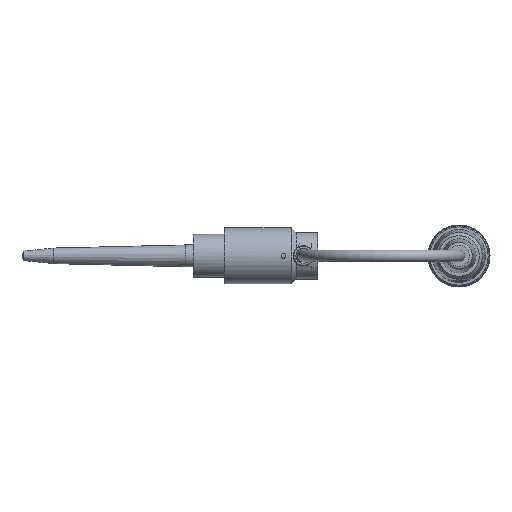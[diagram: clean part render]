
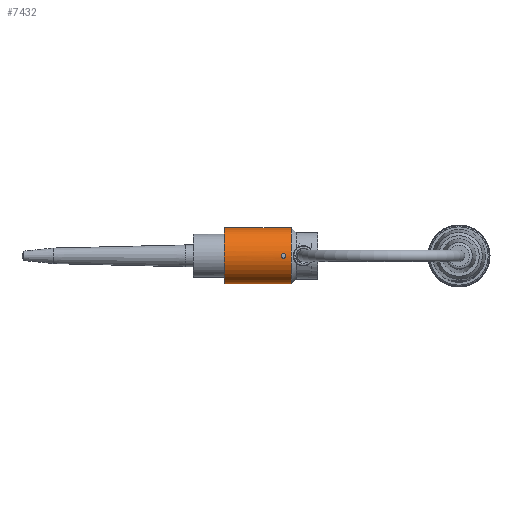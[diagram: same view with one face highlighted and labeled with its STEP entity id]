
A CAD part, front view. The second image highlights one B-rep face of the part: STEP entity #7432.
In plain terms, the highlighted cylindrical face has radius 9 mm (diameter 18 mm), a full revolution.
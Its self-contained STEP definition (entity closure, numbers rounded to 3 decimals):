
#422=FACE_BOUND('',#1619,.T.);
#423=FACE_BOUND('',#1620,.T.);
#424=FACE_BOUND('',#1621,.T.);
#783=CIRCLE('',#8185,9.);
#784=CIRCLE('',#8187,9.);
#1175=FACE_OUTER_BOUND('',#1618,.T.);
#1618=EDGE_LOOP('',(#6572));
#1619=EDGE_LOOP('',(#6573));
#1620=EDGE_LOOP('',(#6574));
#1621=EDGE_LOOP('',(#6575));
#2923=B_SPLINE_CURVE_WITH_KNOTS('',3,(#17003,#17004,#17005,#17006,#17007,
#17008,#17009,#17010,#17011,#17012,#17013,#17014,#17015,#17016,#17017,#17018,
#17019,#17020,#17021,#17022,#17023,#17024,#17025,#17026,#17027,#17028,#17029,
#17030,#17031,#17032,#17033,#17034,#17035,#17036),.UNSPECIFIED.,.T.,.F.,
(4,2,2,2,2,2,2,2,2,2,2,2,2,2,2,2,4),(0.,0.028,0.057,
0.085,0.113,0.141,0.17,
0.198,0.226,0.254,0.283,
0.311,0.339,0.367,0.396,
0.424,0.452),.UNSPECIFIED.);
#2924=B_SPLINE_CURVE_WITH_KNOTS('',3,(#17039,#17040,#17041,#17042,#17043,
#17044,#17045,#17046,#17047,#17048,#17049,#17050,#17051,#17052,#17053,#17054,
#17055,#17056,#17057,#17058,#17059,#17060,#17061,#17062,#17063,#17064,#17065,
#17066,#17067,#17068,#17069,#17070,#17071,#17072),.UNSPECIFIED.,.T.,.F.,
(4,2,2,2,2,2,2,2,2,2,2,2,2,2,2,2,4),(0.,0.028,0.057,
0.085,0.113,0.141,0.17,
0.198,0.226,0.254,0.283,
0.311,0.339,0.367,0.396,
0.424,0.452),.UNSPECIFIED.);
#3587=VERTEX_POINT('',#17002);
#3588=VERTEX_POINT('',#17038);
#3590=VERTEX_POINT('',#17109);
#3591=VERTEX_POINT('',#17112);
#4590=EDGE_CURVE('',#3587,#3587,#2923,.T.);
#4591=EDGE_CURVE('',#3588,#3588,#2924,.T.);
#4593=EDGE_CURVE('',#3590,#3590,#783,.T.);
#4594=EDGE_CURVE('',#3591,#3591,#784,.T.);
#6572=ORIENTED_EDGE('',*,*,#4594,.F.);
#6573=ORIENTED_EDGE('',*,*,#4591,.T.);
#6574=ORIENTED_EDGE('',*,*,#4590,.T.);
#6575=ORIENTED_EDGE('',*,*,#4593,.F.);
#6648=CYLINDRICAL_SURFACE('',#8186,9.);
#7432=ADVANCED_FACE('',(#1175,#422,#423,#424),#6648,.T.);
#8185=AXIS2_PLACEMENT_3D('',#17110,#10261,#10262);
#8186=AXIS2_PLACEMENT_3D('',#17111,#10263,#10264);
#8187=AXIS2_PLACEMENT_3D('',#17113,#10265,#10266);
#10261=DIRECTION('center_axis',(1.,0.,0.));
#10262=DIRECTION('ref_axis',(0.,-1.,0.));
#10263=DIRECTION('center_axis',(-1.,0.,0.));
#10264=DIRECTION('ref_axis',(0.,1.,0.));
#10265=DIRECTION('center_axis',(-1.,0.,0.));
#10266=DIRECTION('ref_axis',(0.,0.,
1.));
#17002=CARTESIAN_POINT('',(29.,-8.969,-0.75));
#17003=CARTESIAN_POINT('Ctrl Pts',(29.,-8.969,-0.75));
#17004=CARTESIAN_POINT('Ctrl Pts',(28.906,-8.969,-0.75));
#17005=CARTESIAN_POINT('Ctrl Pts',(28.805,-8.97,-0.731));
#17006=CARTESIAN_POINT('Ctrl Pts',(28.621,-8.976,-0.655));
#17007=CARTESIAN_POINT('Ctrl Pts',(28.536,-8.98,-0.597));
#17008=CARTESIAN_POINT('Ctrl Pts',(28.403,-8.988,-0.464));
#17009=CARTESIAN_POINT('Ctrl Pts',(28.345,-8.992,-0.379));
#17010=CARTESIAN_POINT('Ctrl Pts',(28.269,-8.998,-0.195));
#17011=CARTESIAN_POINT('Ctrl Pts',(28.25,-9.,-0.094));
#17012=CARTESIAN_POINT('Ctrl Pts',(28.25,-9.,0.094));
#17013=CARTESIAN_POINT('Ctrl Pts',(28.269,-8.998,0.195));
#17014=CARTESIAN_POINT('Ctrl Pts',(28.345,-8.992,0.379));
#17015=CARTESIAN_POINT('Ctrl Pts',(28.403,-8.988,0.464));
#17016=CARTESIAN_POINT('Ctrl Pts',(28.536,-8.98,0.597));
#17017=CARTESIAN_POINT('Ctrl Pts',(28.621,-8.976,0.655));
#17018=CARTESIAN_POINT('Ctrl Pts',(28.805,-8.97,0.731));
#17019=CARTESIAN_POINT('Ctrl Pts',(28.906,-8.969,0.75));
#17020=CARTESIAN_POINT('Ctrl Pts',(29.094,-8.969,0.75));
#17021=CARTESIAN_POINT('Ctrl Pts',(29.195,-8.97,0.731));
#17022=CARTESIAN_POINT('Ctrl Pts',(29.379,-8.976,0.655));
#17023=CARTESIAN_POINT('Ctrl Pts',(29.464,-8.98,0.597));
#17024=CARTESIAN_POINT('Ctrl Pts',(29.597,-8.988,0.464));
#17025=CARTESIAN_POINT('Ctrl Pts',(29.655,-8.992,0.379));
#17026=CARTESIAN_POINT('Ctrl Pts',(29.731,-8.998,0.195));
#17027=CARTESIAN_POINT('Ctrl Pts',(29.75,-9.,0.094));
#17028=CARTESIAN_POINT('Ctrl Pts',(29.75,-9.,-0.094));
#17029=CARTESIAN_POINT('Ctrl Pts',(29.731,-8.998,-0.195));
#17030=CARTESIAN_POINT('Ctrl Pts',(29.655,-8.992,-0.379));
#17031=CARTESIAN_POINT('Ctrl Pts',(29.597,-8.988,-0.464));
#17032=CARTESIAN_POINT('Ctrl Pts',(29.464,-8.98,-0.597));
#17033=CARTESIAN_POINT('Ctrl Pts',(29.379,-8.976,-0.655));
#17034=CARTESIAN_POINT('Ctrl Pts',(29.195,-8.97,-0.731));
#17035=CARTESIAN_POINT('Ctrl Pts',(29.094,-8.969,-0.75));
#17036=CARTESIAN_POINT('Ctrl Pts',(29.,-8.969,-0.75));
#17038=CARTESIAN_POINT('',(29.,8.969,-0.75));
#17039=CARTESIAN_POINT('Ctrl Pts',(29.,8.969,-0.75));
#17040=CARTESIAN_POINT('Ctrl Pts',(29.094,8.969,-0.75));
#17041=CARTESIAN_POINT('Ctrl Pts',(29.195,8.97,-0.731));
#17042=CARTESIAN_POINT('Ctrl Pts',(29.379,8.976,-0.655));
#17043=CARTESIAN_POINT('Ctrl Pts',(29.464,8.98,-0.597));
#17044=CARTESIAN_POINT('Ctrl Pts',(29.597,8.988,-0.464));
#17045=CARTESIAN_POINT('Ctrl Pts',(29.655,8.992,-0.379));
#17046=CARTESIAN_POINT('Ctrl Pts',(29.731,8.998,-0.195));
#17047=CARTESIAN_POINT('Ctrl Pts',(29.75,9.,-0.094));
#17048=CARTESIAN_POINT('Ctrl Pts',(29.75,9.,0.094));
#17049=CARTESIAN_POINT('Ctrl Pts',(29.731,8.998,0.195));
#17050=CARTESIAN_POINT('Ctrl Pts',(29.655,8.992,0.379));
#17051=CARTESIAN_POINT('Ctrl Pts',(29.597,8.988,0.464));
#17052=CARTESIAN_POINT('Ctrl Pts',(29.464,8.98,0.597));
#17053=CARTESIAN_POINT('Ctrl Pts',(29.379,8.976,0.655));
#17054=CARTESIAN_POINT('Ctrl Pts',(29.195,8.97,0.731));
#17055=CARTESIAN_POINT('Ctrl Pts',(29.094,8.969,0.75));
#17056=CARTESIAN_POINT('Ctrl Pts',(28.906,8.969,0.75));
#17057=CARTESIAN_POINT('Ctrl Pts',(28.805,8.97,0.731));
#17058=CARTESIAN_POINT('Ctrl Pts',(28.621,8.976,0.655));
#17059=CARTESIAN_POINT('Ctrl Pts',(28.536,8.98,0.597));
#17060=CARTESIAN_POINT('Ctrl Pts',(28.403,8.988,0.464));
#17061=CARTESIAN_POINT('Ctrl Pts',(28.345,8.992,0.379));
#17062=CARTESIAN_POINT('Ctrl Pts',(28.269,8.998,0.195));
#17063=CARTESIAN_POINT('Ctrl Pts',(28.25,9.,0.094));
#17064=CARTESIAN_POINT('Ctrl Pts',(28.25,9.,-0.094));
#17065=CARTESIAN_POINT('Ctrl Pts',(28.269,8.998,-0.195));
#17066=CARTESIAN_POINT('Ctrl Pts',(28.345,8.992,-0.379));
#17067=CARTESIAN_POINT('Ctrl Pts',(28.403,8.988,-0.464));
#17068=CARTESIAN_POINT('Ctrl Pts',(28.536,8.98,-0.597));
#17069=CARTESIAN_POINT('Ctrl Pts',(28.621,8.976,-0.655));
#17070=CARTESIAN_POINT('Ctrl Pts',(28.805,8.97,-0.731));
#17071=CARTESIAN_POINT('Ctrl Pts',(28.906,8.969,-0.75));
#17072=CARTESIAN_POINT('Ctrl Pts',(29.,8.969,-0.75));
#17109=CARTESIAN_POINT('',(31.5,9.,0.));
#17110=CARTESIAN_POINT('Origin',(31.5,0.,
0.));
#17111=CARTESIAN_POINT('Origin',(21.5,0.,
0.));
#17112=CARTESIAN_POINT('',(10.,9.,0.));
#17113=CARTESIAN_POINT('Origin',(10.,0.,
0.));
